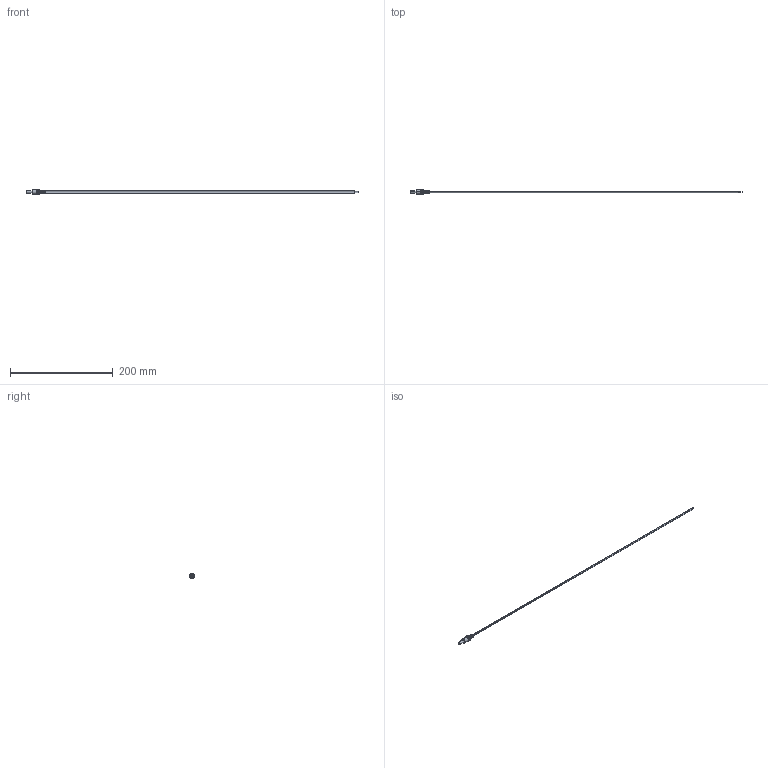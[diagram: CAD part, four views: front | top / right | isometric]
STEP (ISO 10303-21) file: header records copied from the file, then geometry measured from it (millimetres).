
FILE_DESCRIPTION (( 'STEP AP214' ), '1' );
FILE_NAME ('172-4202.STEP', '2019-12-04T11:51:23', ( '' ), ( '' ), 'SwSTEP 2.0', 'SolidWorks 2017', '' );
FILE_SCHEMA (( 'AUTOMOTIVE_DESIGN' ));
Length unit declared in the file: millimetre
Products named in the file (1): 172-4202
Bounding box: 647 x 10.82 x 10.82 mm (x, y, z)
Volume: 5369.4 mm3; surface area: 8870.5 mm2
Topology: 7 solids, 7 shells, 97 faces, 217 edges, 136 vertices
Faces by surface type: plane 40, cone 25, cylinder 18, torus 14
Entity records: 2825 total; most frequent: DIRECTION 539, CARTESIAN_POINT 451, ORIENTED_EDGE 434, AXIS2_PLACEMENT_3D 224, EDGE_CURVE 217, VERTEX_POINT 136, CIRCLE 126, EDGE_LOOP 103
